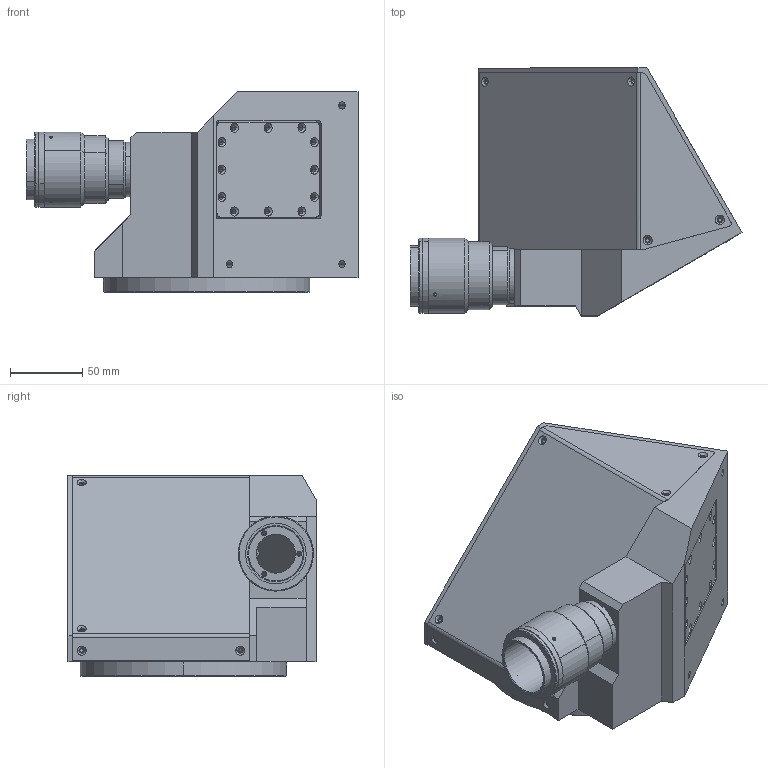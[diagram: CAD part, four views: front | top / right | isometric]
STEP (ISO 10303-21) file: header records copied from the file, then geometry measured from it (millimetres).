
FILE_DESCRIPTION (( 'STEP AP214' ), '1' );
FILE_NAME ('TCCR2M096-E.STEP', '2015-07-21T11:58:16', ( '' ), ( '' ), 'SwSTEP 2.0', 'SolidWorks 2013', '' );
FILE_SCHEMA (( 'AUTOMOTIVE_DESIGN' ));
Length unit declared in the file: millimetre
Products named in the file (1): TCCR2M096-E
Bounding box: 230.1 x 171.92 x 139 mm (x, y, z)
Surface area: 165589.1 mm2 (no closed solid volume)
Topology: 0 solids, 13 shells, 294 faces, 857 edges, 578 vertices
Faces by surface type: cylinder 147, cone 74, plane 71, sphere 2
Entity records: 13282 total; most frequent: CARTESIAN_POINT 1975, DIRECTION 1843, ORIENTED_EDGE 1432, EDGE_CURVE 857, AXIS2_PLACEMENT_3D 708, VERTEX_POINT 578, VECTOR 427, LINE 427
